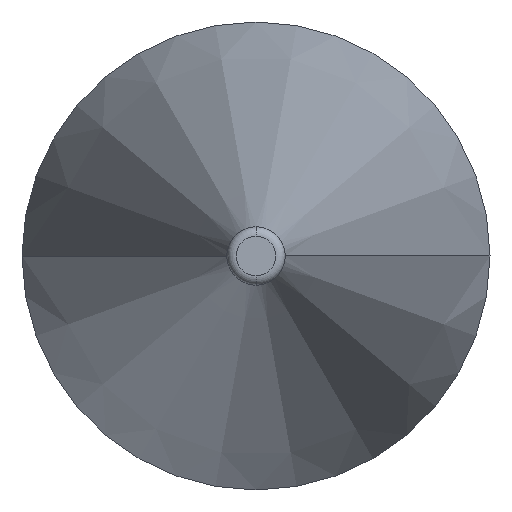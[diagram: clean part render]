
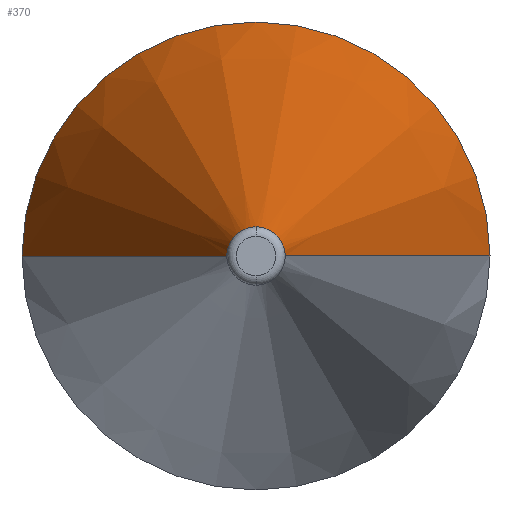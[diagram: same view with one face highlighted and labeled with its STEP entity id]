
A CAD part, front view. The second image highlights one B-rep face of the part: STEP entity #370.
In plain terms, the highlighted conical face has half-angle 15 degrees and reference radius 0.396 mm.
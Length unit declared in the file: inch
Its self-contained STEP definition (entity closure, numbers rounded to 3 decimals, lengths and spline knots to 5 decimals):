
#1 = ORIENTED_EDGE ( 'NONE', *, *, #144, .T. ) ;
#3 = FACE_OUTER_BOUND ( 'NONE', #230, .T. ) ;
#8 = CARTESIAN_POINT ( 'NONE',  ( 0.0156, 0.093, 0. ) ) ;
#9 = DIRECTION ( 'NONE',  ( 0., 1., 0. ) ) ;
#14 = CARTESIAN_POINT ( 'NONE',  ( 0.0156, 0.093, 0. ) ) ;
#22 = VERTEX_POINT ( 'NONE', #8 ) ;
#28 = CIRCLE ( 'NONE', #318, 0.0156 ) ;
#29 = AXIS2_PLACEMENT_3D ( 'NONE', #155, #188, #101 ) ;
#31 = DIRECTION ( 'NONE',  ( -1., 0., 0. ) ) ;
#93 = EDGE_CURVE ( 'NONE', #327, #114, #28, .T. ) ;
#101 = DIRECTION ( 'NONE',  ( -1., 0., 0. ) ) ;
#105 = VECTOR ( 'NONE', #343, 39.37008 ) ;
#106 = CARTESIAN_POINT ( 'NONE',  ( -0.0156, 0.093, 0. ) ) ;
#114 = VERTEX_POINT ( 'NONE', #245 ) ;
#118 = VERTEX_POINT ( 'NONE', #120 ) ;
#120 = CARTESIAN_POINT ( 'NONE',  ( -0.125, 0.50129, 0. ) ) ;
#137 = ORIENTED_EDGE ( 'NONE', *, *, #93, .T. ) ;
#141 = CARTESIAN_POINT ( 'NONE',  ( -0.0156, 0.093, 0. ) ) ;
#142 = CIRCLE ( 'NONE', #190, 0.125 ) ;
#144 = EDGE_CURVE ( 'NONE', #22, #360, #253, .T. ) ;
#155 = CARTESIAN_POINT ( 'NONE',  ( 0., 0.093, 0. ) ) ;
#184 = CARTESIAN_POINT ( 'NONE',  ( 0., 0.093, 0. ) ) ;
#188 = DIRECTION ( 'NONE',  ( 0., 1., 0. ) ) ;
#190 = AXIS2_PLACEMENT_3D ( 'NONE', #289, #381, #361 ) ;
#196 = ORIENTED_EDGE ( 'NONE', *, *, #229, .F. ) ;
#214 = CIRCLE ( 'NONE', #29, 0.0156 ) ;
#216 = EDGE_CURVE ( 'NONE', #114, #22, #214, .T. ) ;
#217 = LINE ( 'NONE', #106, #105 ) ;
#229 = EDGE_CURVE ( 'NONE', #327, #118, #217, .T. ) ;
#230 = EDGE_LOOP ( 'NONE', ( #382, #1, #290, #196, #137 ) ) ;
#236 = AXIS2_PLACEMENT_3D ( 'NONE', #270, #9, #31 ) ;
#245 = CARTESIAN_POINT ( 'NONE',  ( 0., 0.093, 0.0156 ) ) ;
#253 = LINE ( 'NONE', #14, #373 ) ;
#270 = CARTESIAN_POINT ( 'NONE',  ( 0., 0.093, 0. ) ) ;
#279 = DIRECTION ( 'NONE',  ( -1., 0., 0. ) ) ;
#289 = CARTESIAN_POINT ( 'NONE',  ( 0., 0.50129, 0. ) ) ;
#290 = ORIENTED_EDGE ( 'NONE', *, *, #299, .F. ) ;
#299 = EDGE_CURVE ( 'NONE', #118, #360, #142, .T. ) ;
#304 = CONICAL_SURFACE ( 'NONE', #236, 0.0156, 0.262 ) ;
#309 = DIRECTION ( 'NONE',  ( 0., 1., 0. ) ) ;
#318 = AXIS2_PLACEMENT_3D ( 'NONE', #184, #309, #279 ) ;
#327 = VERTEX_POINT ( 'NONE', #141 ) ;
#343 = DIRECTION ( 'NONE',  ( -0.259, 0.966, 0. ) ) ;
#354 = CARTESIAN_POINT ( 'NONE',  ( 0.125, 0.50129, 0. ) ) ;
#360 = VERTEX_POINT ( 'NONE', #354 ) ;
#361 = DIRECTION ( 'NONE',  ( -1., 0., 0. ) ) ;
#370 = ADVANCED_FACE ( 'NONE', ( #3 ), #304, .T. ) ;
#373 = VECTOR ( 'NONE', #375, 39.37008 ) ;
#375 = DIRECTION ( 'NONE',  ( 0.259, 0.966, 0. ) ) ;
#381 = DIRECTION ( 'NONE',  ( 0., 1., 0. ) ) ;
#382 = ORIENTED_EDGE ( 'NONE', *, *, #216, .T. ) ;
